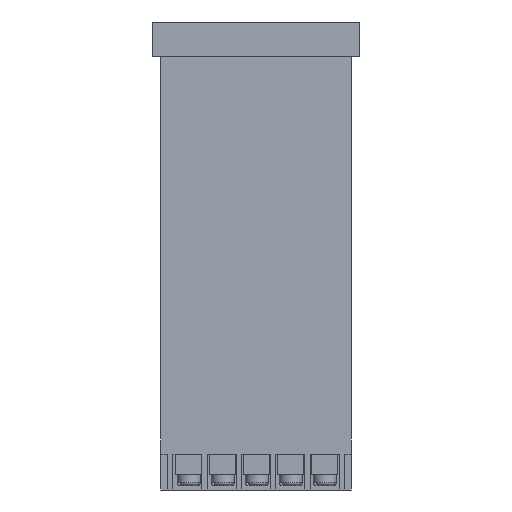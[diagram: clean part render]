
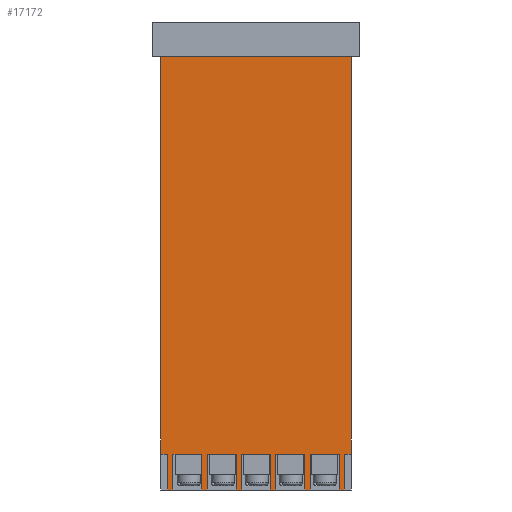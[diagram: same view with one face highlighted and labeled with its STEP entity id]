
A CAD part, left-side view. The second image highlights one B-rep face of the part: STEP entity #17172.
In plain terms, the highlighted planar face has unit normal (-1, 0, 0).
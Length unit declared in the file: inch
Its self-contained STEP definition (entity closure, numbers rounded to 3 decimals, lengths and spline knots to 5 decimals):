
#1384=FACE_OUTER_BOUND('',#2353,.T.);
#2353=EDGE_LOOP('',(#13982,#13983,#13984,#13985,#13986,#13987,#13988,#13989,
#13990,#13991,#13992,#13993,#13994,#13995,#13996,#13997,#13998,#13999,#14000,
#14001,#14002,#14003,#14004,#14005,#14006,#14007,#14008,#14009));
#3228=LINE('',#23849,#5155);
#3343=LINE('',#24216,#5270);
#3347=LINE('',#24223,#5274);
#3351=LINE('',#24233,#5278);
#3354=LINE('',#24239,#5281);
#3358=LINE('',#24246,#5285);
#3362=LINE('',#24256,#5289);
#3366=LINE('',#24265,#5293);
#3369=LINE('',#24269,#5296);
#3373=LINE('',#24279,#5300);
#3377=LINE('',#24288,#5304);
#3380=LINE('',#24292,#5307);
#3384=LINE('',#24302,#5311);
#3388=LINE('',#24311,#5315);
#3391=LINE('',#24315,#5318);
#3393=LINE('',#24320,#5320);
#3440=LINE('',#24412,#5367);
#3441=LINE('',#24413,#5368);
#3442=LINE('',#24414,#5369);
#3443=LINE('',#24415,#5370);
#3444=LINE('',#24416,#5371);
#3510=LINE('',#24549,#5437);
#3514=LINE('',#24556,#5441);
#3542=LINE('',#24613,#5469);
#3544=LINE('',#24616,#5471);
#4102=LINE('',#27459,#6029);
#4103=LINE('',#27462,#6030);
#4105=LINE('',#27465,#6032);
#5155=VECTOR('',#19690,0.3937);
#5270=VECTOR('',#19955,0.3937);
#5274=VECTOR('',#19961,0.3937);
#5278=VECTOR('',#19969,0.3937);
#5281=VECTOR('',#19974,0.3937);
#5285=VECTOR('',#19980,0.3937);
#5289=VECTOR('',#19988,0.3937);
#5293=VECTOR('',#19994,0.3937);
#5296=VECTOR('',#19999,0.3937);
#5300=VECTOR('',#20007,0.3937);
#5304=VECTOR('',#20013,0.3937);
#5307=VECTOR('',#20018,0.3937);
#5311=VECTOR('',#20026,0.3937);
#5315=VECTOR('',#20032,0.3937);
#5318=VECTOR('',#20037,0.3937);
#5320=VECTOR('',#20043,0.3937);
#5367=VECTOR('',#20090,0.3937);
#5368=VECTOR('',#20091,0.3937);
#5369=VECTOR('',#20092,0.3937);
#5370=VECTOR('',#20093,0.3937);
#5371=VECTOR('',#20094,0.3937);
#5437=VECTOR('',#20218,0.3937);
#5441=VECTOR('',#20228,0.3937);
#5469=VECTOR('',#20286,0.3937);
#5471=VECTOR('',#20290,0.3937);
#6029=VECTOR('',#21298,0.3937);
#6030=VECTOR('',#21301,0.3937);
#6032=VECTOR('',#21305,0.3937);
#6915=VERTEX_POINT('',#23846);
#6916=VERTEX_POINT('',#23848);
#7013=VERTEX_POINT('',#24215);
#7015=VERTEX_POINT('',#24221);
#7018=VERTEX_POINT('',#24230);
#7019=VERTEX_POINT('',#24232);
#7021=VERTEX_POINT('',#24238);
#7023=VERTEX_POINT('',#24244);
#7026=VERTEX_POINT('',#24253);
#7027=VERTEX_POINT('',#24255);
#7030=VERTEX_POINT('',#24262);
#7031=VERTEX_POINT('',#24264);
#7034=VERTEX_POINT('',#24276);
#7035=VERTEX_POINT('',#24278);
#7038=VERTEX_POINT('',#24285);
#7039=VERTEX_POINT('',#24287);
#7042=VERTEX_POINT('',#24299);
#7043=VERTEX_POINT('',#24301);
#7046=VERTEX_POINT('',#24308);
#7047=VERTEX_POINT('',#24310);
#7048=VERTEX_POINT('',#24319);
#7093=VERTEX_POINT('',#24410);
#7130=VERTEX_POINT('',#24546);
#7131=VERTEX_POINT('',#24548);
#7144=VERTEX_POINT('',#24610);
#7145=VERTEX_POINT('',#24612);
#7647=VERTEX_POINT('',#27457);
#7648=VERTEX_POINT('',#27461);
#8719=EDGE_CURVE('',#6916,#6915,#3228,.T.);
#8863=EDGE_CURVE('',#7013,#6916,#3343,.T.);
#8867=EDGE_CURVE('',#6915,#7015,#3347,.T.);
#8871=EDGE_CURVE('',#7019,#7018,#3351,.T.);
#8874=EDGE_CURVE('',#7021,#7019,#3354,.T.);
#8878=EDGE_CURVE('',#7018,#7023,#3358,.T.);
#8882=EDGE_CURVE('',#7027,#7026,#3362,.T.);
#8886=EDGE_CURVE('',#7031,#7030,#3366,.T.);
#8889=EDGE_CURVE('',#7026,#7031,#3369,.T.);
#8893=EDGE_CURVE('',#7035,#7034,#3373,.T.);
#8897=EDGE_CURVE('',#7039,#7038,#3377,.T.);
#8900=EDGE_CURVE('',#7034,#7039,#3380,.T.);
#8904=EDGE_CURVE('',#7043,#7042,#3384,.T.);
#8908=EDGE_CURVE('',#7047,#7046,#3388,.T.);
#8911=EDGE_CURVE('',#7042,#7047,#3391,.T.);
#8913=EDGE_CURVE('',#7048,#7013,#3393,.T.);
#8960=EDGE_CURVE('',#7046,#7093,#3440,.T.);
#8961=EDGE_CURVE('',#7038,#7043,#3441,.T.);
#8962=EDGE_CURVE('',#7030,#7035,#3442,.T.);
#8963=EDGE_CURVE('',#7023,#7027,#3443,.T.);
#8964=EDGE_CURVE('',#7015,#7021,#3444,.T.);
#9030=EDGE_CURVE('',#7131,#7130,#3510,.T.);
#9034=EDGE_CURVE('',#7093,#7131,#3514,.T.);
#9062=EDGE_CURVE('',#7145,#7144,#3542,.T.);
#9064=EDGE_CURVE('',#7144,#7048,#3544,.T.);
#9816=EDGE_CURVE('',#7647,#7130,#4102,.T.);
#9817=EDGE_CURVE('',#7648,#7145,#4103,.T.);
#9819=EDGE_CURVE('',#7648,#7647,#4105,.T.);
#13982=ORIENTED_EDGE('',*,*,#8867,.T.);
#13983=ORIENTED_EDGE('',*,*,#8964,.T.);
#13984=ORIENTED_EDGE('',*,*,#8874,.T.);
#13985=ORIENTED_EDGE('',*,*,#8871,.T.);
#13986=ORIENTED_EDGE('',*,*,#8878,.T.);
#13987=ORIENTED_EDGE('',*,*,#8963,.T.);
#13988=ORIENTED_EDGE('',*,*,#8882,.T.);
#13989=ORIENTED_EDGE('',*,*,#8889,.T.);
#13990=ORIENTED_EDGE('',*,*,#8886,.T.);
#13991=ORIENTED_EDGE('',*,*,#8962,.T.);
#13992=ORIENTED_EDGE('',*,*,#8893,.T.);
#13993=ORIENTED_EDGE('',*,*,#8900,.T.);
#13994=ORIENTED_EDGE('',*,*,#8897,.T.);
#13995=ORIENTED_EDGE('',*,*,#8961,.T.);
#13996=ORIENTED_EDGE('',*,*,#8904,.T.);
#13997=ORIENTED_EDGE('',*,*,#8911,.T.);
#13998=ORIENTED_EDGE('',*,*,#8908,.T.);
#13999=ORIENTED_EDGE('',*,*,#8960,.T.);
#14000=ORIENTED_EDGE('',*,*,#9034,.T.);
#14001=ORIENTED_EDGE('',*,*,#9030,.T.);
#14002=ORIENTED_EDGE('',*,*,#9816,.F.);
#14003=ORIENTED_EDGE('',*,*,#9819,.F.);
#14004=ORIENTED_EDGE('',*,*,#9817,.T.);
#14005=ORIENTED_EDGE('',*,*,#9062,.T.);
#14006=ORIENTED_EDGE('',*,*,#9064,.T.);
#14007=ORIENTED_EDGE('',*,*,#8913,.T.);
#14008=ORIENTED_EDGE('',*,*,#8863,.T.);
#14009=ORIENTED_EDGE('',*,*,#8719,.T.);
#15449=PLANE('',#18114);
#17172=ADVANCED_FACE('',(#1384),#15449,.T.);
#18114=AXIS2_PLACEMENT_3D('',#27464,#21303,#21304);
#19690=DIRECTION('',(0.,-1.,0.));
#19955=DIRECTION('',(0.,0.,1.));
#19961=DIRECTION('',(0.,0.,-1.));
#19969=DIRECTION('',(0.,-1.,0.));
#19974=DIRECTION('',(0.,0.,1.));
#19980=DIRECTION('',(0.,0.,-1.));
#19988=DIRECTION('',(0.,0.,1.));
#19994=DIRECTION('',(0.,0.,-1.));
#19999=DIRECTION('',(0.,-1.,0.));
#20007=DIRECTION('',(0.,0.,1.));
#20013=DIRECTION('',(0.,0.,-1.));
#20018=DIRECTION('',(0.,-1.,0.));
#20026=DIRECTION('',(0.,0.,1.));
#20032=DIRECTION('',(0.,0.,-1.));
#20037=DIRECTION('',(0.,-1.,0.));
#20043=DIRECTION('',(0.,-1.,0.));
#20090=DIRECTION('',(0.,-1.,0.));
#20091=DIRECTION('',(0.,-1.,0.));
#20092=DIRECTION('',(0.,-1.,0.));
#20093=DIRECTION('',(0.,-1.,0.));
#20094=DIRECTION('',(0.,-1.,0.));
#20218=DIRECTION('',(0.,-1.,0.));
#20228=DIRECTION('',(0.,0.,1.));
#20286=DIRECTION('',(0.,-1.,0.));
#20290=DIRECTION('',(0.,0.,-1.));
#21298=DIRECTION('',(0.,0.,-1.));
#21301=DIRECTION('',(0.,0.,-1.));
#21303=DIRECTION('center_axis',(-1.,0.,0.));
#21304=DIRECTION('ref_axis',(0.,0.,1.));
#21305=DIRECTION('',(0.,-1.,0.));
#23846=CARTESIAN_POINT('',(0.075,-0.4465,-3.902));
#23848=CARTESIAN_POINT('',(0.075,-0.1865,-3.902));
#23849=CARTESIAN_POINT('',(0.075,-0.26075,-3.902));
#24215=CARTESIAN_POINT('',(0.075,-0.1865,-4.227));
#24216=CARTESIAN_POINT('',(0.075,-0.1865,-2.107));
#24221=CARTESIAN_POINT('',(0.075,-0.4465,-4.227));
#24223=CARTESIAN_POINT('',(0.075,-0.4465,-2.2695));
#24230=CARTESIAN_POINT('',(0.075,-0.7565,-3.902));
#24232=CARTESIAN_POINT('',(0.075,-0.4965,-3.902));
#24233=CARTESIAN_POINT('',(0.075,-0.41575,-3.902));
#24238=CARTESIAN_POINT('',(0.075,-0.4965,-4.227));
#24239=CARTESIAN_POINT('',(0.075,-0.4965,-2.107));
#24244=CARTESIAN_POINT('',(0.075,-0.7565,-4.227));
#24246=CARTESIAN_POINT('',(0.075,-0.7565,-2.2695));
#24253=CARTESIAN_POINT('',(0.075,-0.8065,-3.902));
#24255=CARTESIAN_POINT('',(0.075,-0.8065,-4.227));
#24256=CARTESIAN_POINT('',(0.075,-0.8065,-2.107));
#24262=CARTESIAN_POINT('',(0.075,-1.0665,-4.227));
#24264=CARTESIAN_POINT('',(0.075,-1.0665,-3.902));
#24265=CARTESIAN_POINT('',(0.075,-1.0665,-2.2695));
#24269=CARTESIAN_POINT('',(0.075,-0.57075,-3.902));
#24276=CARTESIAN_POINT('',(0.075,-1.1165,-3.902));
#24278=CARTESIAN_POINT('',(0.075,-1.1165,-4.227));
#24279=CARTESIAN_POINT('',(0.075,-1.1165,-2.107));
#24285=CARTESIAN_POINT('',(0.075,-1.3765,-4.227));
#24287=CARTESIAN_POINT('',(0.075,-1.3765,-3.902));
#24288=CARTESIAN_POINT('',(0.075,-1.3765,-2.2695));
#24292=CARTESIAN_POINT('',(0.075,-0.72575,-3.902));
#24299=CARTESIAN_POINT('',(0.075,-1.4265,-3.902));
#24301=CARTESIAN_POINT('',(0.075,-1.4265,-4.227));
#24302=CARTESIAN_POINT('',(0.075,-1.4265,-2.107));
#24308=CARTESIAN_POINT('',(0.075,-1.6865,-4.227));
#24310=CARTESIAN_POINT('',(0.075,-1.6865,-3.902));
#24311=CARTESIAN_POINT('',(0.075,-1.6865,-2.2695));
#24315=CARTESIAN_POINT('',(0.075,-0.88075,-3.902));
#24319=CARTESIAN_POINT('',(0.075,-0.1375,-4.227));
#24320=CARTESIAN_POINT('',(0.075,-0.075,-4.227));
#24410=CARTESIAN_POINT('',(0.075,-1.7355,-4.227));
#24412=CARTESIAN_POINT('',(0.075,-0.075,-4.227));
#24413=CARTESIAN_POINT('',(0.075,-0.075,-4.227));
#24414=CARTESIAN_POINT('',(0.075,-0.075,-4.227));
#24415=CARTESIAN_POINT('',(0.075,-0.075,-4.227));
#24416=CARTESIAN_POINT('',(0.075,-0.075,-4.227));
#24546=CARTESIAN_POINT('',(0.075,-1.798,-3.902));
#24548=CARTESIAN_POINT('',(0.075,-1.7355,-3.902));
#24549=CARTESIAN_POINT('',(0.075,-0.9365,-3.902));
#24556=CARTESIAN_POINT('',(0.075,-1.7355,-2.18825));
#24610=CARTESIAN_POINT('',(0.075,-0.1375,-3.902));
#24612=CARTESIAN_POINT('',(0.075,-0.075,-3.902));
#24613=CARTESIAN_POINT('',(0.075,-0.075,-3.902));
#24616=CARTESIAN_POINT('',(0.075,-0.1375,-2.18825));
#27457=CARTESIAN_POINT('',(0.075,-1.798,-0.312));
#27459=CARTESIAN_POINT('',(0.075,-1.798,-0.312));
#27461=CARTESIAN_POINT('',(0.075,-0.075,-0.312));
#27462=CARTESIAN_POINT('',(0.075,-0.075,-0.312));
#27464=CARTESIAN_POINT('Origin',(0.075,-0.075,
-0.312));
#27465=CARTESIAN_POINT('',(0.075,-0.50575,-0.312));
